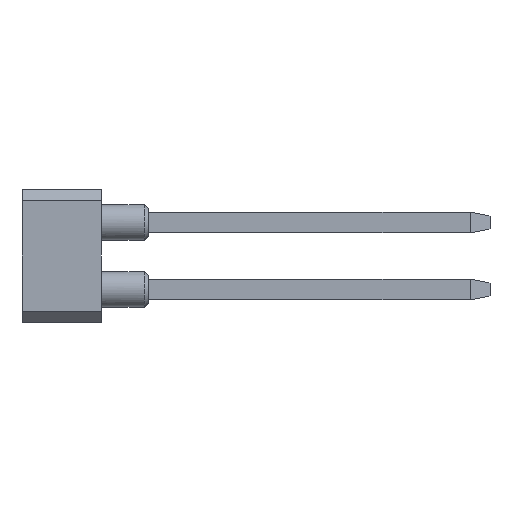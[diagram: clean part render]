
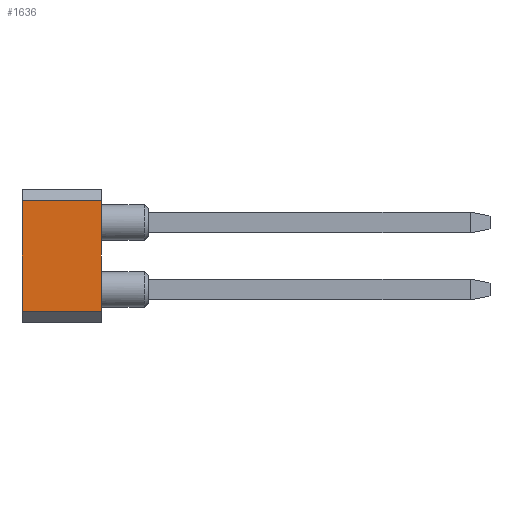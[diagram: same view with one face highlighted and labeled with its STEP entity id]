
A CAD part, left-side view. The second image highlights one B-rep face of the part: STEP entity #1636.
In plain terms, the highlighted planar face has unit normal (-1, 0, 0).
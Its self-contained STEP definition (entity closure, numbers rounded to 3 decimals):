
#35=CARTESIAN_POINT('',(0.,0.,0.82));
#36=VERTEX_POINT('',#35);
#37=CARTESIAN_POINT('',(0.,0.,-3.36));
#38=VERTEX_POINT('',#37);
#39=CARTESIAN_POINT('',(0.,0.,0.82));
#40=DIRECTION('',(0.,0.,-1.));
#41=VECTOR('',#40,4.18);
#42=LINE('',#39,#41);
#43=EDGE_CURVE('',#36,#38,#42,.T.);
#1030=CARTESIAN_POINT('',(0.,3.,-3.36));
#1031=VERTEX_POINT('',#1030);
#1038=CARTESIAN_POINT('',(0.,3.,0.82));
#1039=VERTEX_POINT('',#1038);
#1040=CARTESIAN_POINT('',(0.,3.,-3.36));
#1041=DIRECTION('',(0.,0.,1.));
#1042=VECTOR('',#1041,4.18);
#1043=LINE('',#1040,#1042);
#1044=EDGE_CURVE('',#1031,#1039,#1043,.T.);
#1610=CARTESIAN_POINT('',(0.,3.,0.82));
#1611=DIRECTION('',(0.,-1.,0.));
#1612=VECTOR('',#1611,3.);
#1613=LINE('',#1610,#1612);
#1614=EDGE_CURVE('',#1039,#36,#1613,.T.);
#1620=CARTESIAN_POINT('',(0.,0.,-3.81));
#1621=DIRECTION('',(0.,0.,1.));
#1622=DIRECTION('',(-1.,0.,0.));
#1623=AXIS2_PLACEMENT_3D('',#1620,#1622,#1621);
#1624=PLANE('',#1623);
#1625=ORIENTED_EDGE('',*,*,#1044,.F.);
#1626=CARTESIAN_POINT('',(0.,3.,-3.36));
#1627=DIRECTION('',(0.,-1.,0.));
#1628=VECTOR('',#1627,3.);
#1629=LINE('',#1626,#1628);
#1630=EDGE_CURVE('',#1031,#38,#1629,.T.);
#1631=ORIENTED_EDGE('',*,*,#1630,.T.);
#1632=ORIENTED_EDGE('',*,*,#43,.F.);
#1633=ORIENTED_EDGE('',*,*,#1614,.F.);
#1634=EDGE_LOOP('',(#1625,#1631,#1632,#1633));
#1635=FACE_OUTER_BOUND('',#1634,.T.);
#1636=ADVANCED_FACE('',(#1635),#1624,.T.);
